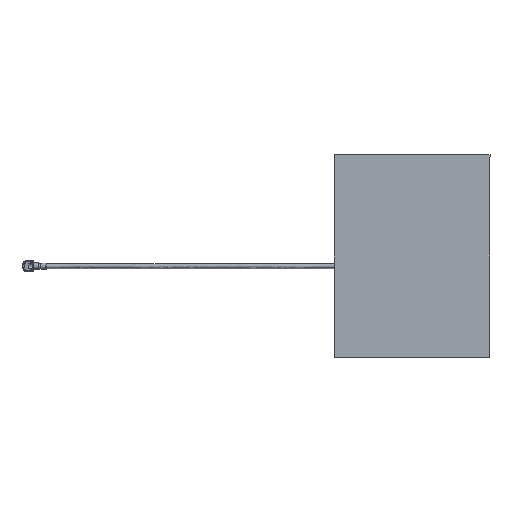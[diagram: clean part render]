
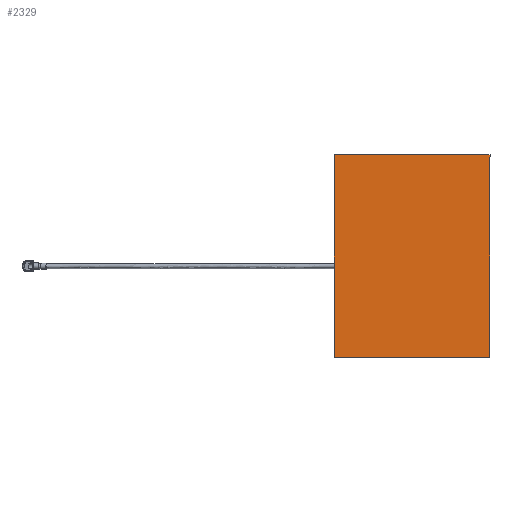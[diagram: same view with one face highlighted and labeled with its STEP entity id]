
A CAD part, front view. The second image highlights one B-rep face of the part: STEP entity #2329.
In plain terms, the highlighted planar face has unit normal (0, -1, 0).
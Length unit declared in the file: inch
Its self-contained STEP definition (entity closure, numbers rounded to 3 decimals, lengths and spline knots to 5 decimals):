
#40 = EDGE_LOOP ( 'NONE', ( #3270, #1171, #1933, #618 ) ) ;
#186 = EDGE_CURVE ( 'NONE', #2978, #3586, #399, .T. ) ;
#399 = LINE ( 'NONE', #3658, #3472 ) ;
#527 = DIRECTION ( 'NONE',  ( 0., -1., 0. ) ) ;
#618 = ORIENTED_EDGE ( 'NONE', *, *, #2892, .F. ) ;
#893 = DIRECTION ( 'NONE',  ( 1., 0., 0. ) ) ;
#1171 = ORIENTED_EDGE ( 'NONE', *, *, #2364, .F. ) ;
#1406 = VERTEX_POINT ( 'NONE', #2667 ) ;
#1429 = VERTEX_POINT ( 'NONE', #2399 ) ;
#1500 = DIRECTION ( 'NONE',  ( 0., 0., 1. ) ) ;
#1526 = CARTESIAN_POINT ( 'NONE',  ( 0.6865, -0.035, -0.89 ) ) ;
#1676 = LINE ( 'NONE', #1791, #1820 ) ;
#1791 = CARTESIAN_POINT ( 'NONE',  ( 0.6865, -0.035, -0.89 ) ) ;
#1820 = VECTOR ( 'NONE', #2129, 39.37008 ) ;
#1933 = ORIENTED_EDGE ( 'NONE', *, *, #186, .F. ) ;
#2129 = DIRECTION ( 'NONE',  ( 0., 0., -1. ) ) ;
#2138 = PLANE ( 'NONE',  #3671 ) ;
#2329 = ADVANCED_FACE ( 'NONE', ( #3048 ), #2138, .T. ) ;
#2364 = EDGE_CURVE ( 'NONE', #3586, #1406, #3209, .T. ) ;
#2370 = EDGE_CURVE ( 'NONE', #1406, #1429, #3310, .T. ) ;
#2399 = CARTESIAN_POINT ( 'NONE',  ( 0.6865, -0.035, 0.89 ) ) ;
#2465 = CARTESIAN_POINT ( 'NONE',  ( 0., -0.035, 0. ) ) ;
#2667 = CARTESIAN_POINT ( 'NONE',  ( -0.6865, -0.035, 0.89 ) ) ;
#2778 = DIRECTION ( 'NONE',  ( 0., 0., -1. ) ) ;
#2817 = CARTESIAN_POINT ( 'NONE',  ( -0.6865, -0.035, 0.89 ) ) ;
#2892 = EDGE_CURVE ( 'NONE', #1429, #2978, #1676, .T. ) ;
#2901 = VECTOR ( 'NONE', #1500, 39.37008 ) ;
#2978 = VERTEX_POINT ( 'NONE', #1526 ) ;
#3048 = FACE_OUTER_BOUND ( 'NONE', #40, .T. ) ;
#3158 = VECTOR ( 'NONE', #893, 39.37008 ) ;
#3209 = LINE ( 'NONE', #3751, #2901 ) ;
#3270 = ORIENTED_EDGE ( 'NONE', *, *, #2370, .F. ) ;
#3310 = LINE ( 'NONE', #2817, #3158 ) ;
#3317 = DIRECTION ( 'NONE',  ( -1., 0., 0. ) ) ;
#3472 = VECTOR ( 'NONE', #3317, 39.37008 ) ;
#3485 = CARTESIAN_POINT ( 'NONE',  ( -0.6865, -0.035, -0.89 ) ) ;
#3586 = VERTEX_POINT ( 'NONE', #3485 ) ;
#3658 = CARTESIAN_POINT ( 'NONE',  ( -0.6865, -0.035, -0.89 ) ) ;
#3671 = AXIS2_PLACEMENT_3D ( 'NONE', #2465, #527, #2778 ) ;
#3751 = CARTESIAN_POINT ( 'NONE',  ( -0.6865, -0.035, -0.89 ) ) ;
